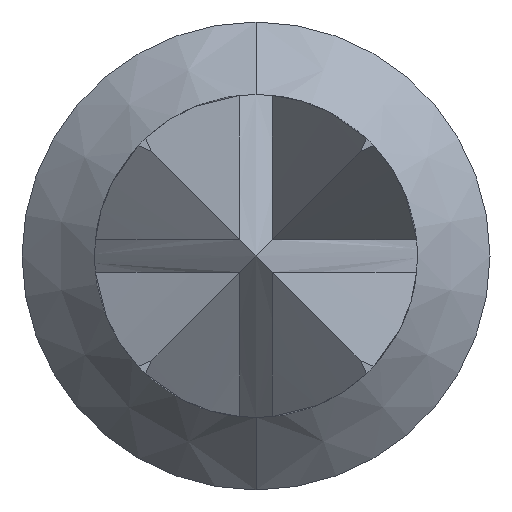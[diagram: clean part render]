
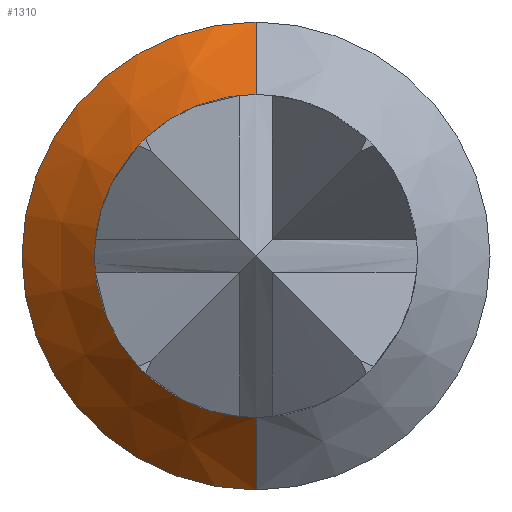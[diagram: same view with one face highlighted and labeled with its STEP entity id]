
A CAD part, front view. The second image highlights one B-rep face of the part: STEP entity #1310.
In plain terms, the highlighted conical face has half-angle 45 degrees and reference radius 0.254 mm.
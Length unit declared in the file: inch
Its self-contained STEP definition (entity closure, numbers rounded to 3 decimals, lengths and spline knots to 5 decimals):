
#10 = CARTESIAN_POINT ( 'NONE',  ( 0., 0.1455, 0. ) ) ;
#25 = CARTESIAN_POINT ( 'NONE',  ( 0., 0.1455, -0.01 ) ) ;
#38 = DIRECTION ( 'NONE',  ( 0., 0.707, -0.707 ) ) ;
#42 = EDGE_CURVE ( 'NONE', #436, #714, #79, .T. ) ;
#49 = LINE ( 'NONE', #138, #51 ) ;
#51 = VECTOR ( 'NONE', #137, 39.37008 ) ;
#64 = CARTESIAN_POINT ( 'NONE',  ( 0., 0.1455, 0. ) ) ;
#74 = DIRECTION ( 'NONE',  ( 0., 0., -1. ) ) ;
#79 = LINE ( 'NONE', #25, #859 ) ;
#92 = CARTESIAN_POINT ( 'NONE',  ( 0., 0.15, 0. ) ) ;
#123 = ORIENTED_EDGE ( 'NONE', *, *, #42, .F. ) ;
#125 = EDGE_CURVE ( 'NONE', #416, #1330, #49, .T. ) ;
#137 = DIRECTION ( 'NONE',  ( 0., 0.707, 0.707 ) ) ;
#138 = CARTESIAN_POINT ( 'NONE',  ( 0., 0.1455, 0.01 ) ) ;
#352 = CIRCLE ( 'NONE', #649, 0.01 ) ;
#392 = DIRECTION ( 'NONE',  ( 0., 0., 1. ) ) ;
#400 = FACE_OUTER_BOUND ( 'NONE', #1279, .T. ) ;
#416 = VERTEX_POINT ( 'NONE', #550 ) ;
#436 = VERTEX_POINT ( 'NONE', #440 ) ;
#440 = CARTESIAN_POINT ( 'NONE',  ( 0., 0.1455, -0.01 ) ) ;
#550 = CARTESIAN_POINT ( 'NONE',  ( 0., 0.1455, 0.01 ) ) ;
#559 = DIRECTION ( 'NONE',  ( 0., -1., 0. ) ) ;
#649 = AXIS2_PLACEMENT_3D ( 'NONE', #64, #925, #844 ) ;
#714 = VERTEX_POINT ( 'NONE', #1086 ) ;
#732 = CARTESIAN_POINT ( 'NONE',  ( 0., 0.15, 0.0145 ) ) ;
#743 = ORIENTED_EDGE ( 'NONE', *, *, #1099, .F. ) ;
#844 = DIRECTION ( 'NONE',  ( 0., 0., -1. ) ) ;
#859 = VECTOR ( 'NONE', #38, 39.37008 ) ;
#925 = DIRECTION ( 'NONE',  ( 0., -1., 0. ) ) ;
#981 = AXIS2_PLACEMENT_3D ( 'NONE', #92, #559, #74 ) ;
#1004 = CONICAL_SURFACE ( 'NONE', #1180, 0.01, 0.785 ) ;
#1058 = ORIENTED_EDGE ( 'NONE', *, *, #125, .T. ) ;
#1061 = CIRCLE ( 'NONE', #981, 0.0145 ) ;
#1079 = EDGE_CURVE ( 'NONE', #1330, #714, #1061, .T. ) ;
#1086 = CARTESIAN_POINT ( 'NONE',  ( 0., 0.15, -0.0145 ) ) ;
#1099 = EDGE_CURVE ( 'NONE', #416, #436, #352, .T. ) ;
#1180 = AXIS2_PLACEMENT_3D ( 'NONE', #10, #1273, #392 ) ;
#1197 = ORIENTED_EDGE ( 'NONE', *, *, #1079, .T. ) ;
#1273 = DIRECTION ( 'NONE',  ( 0., 1., 0. ) ) ;
#1279 = EDGE_LOOP ( 'NONE', ( #123, #743, #1058, #1197 ) ) ;
#1310 = ADVANCED_FACE ( 'NONE', ( #400 ), #1004, .T. ) ;
#1330 = VERTEX_POINT ( 'NONE', #732 ) ;
